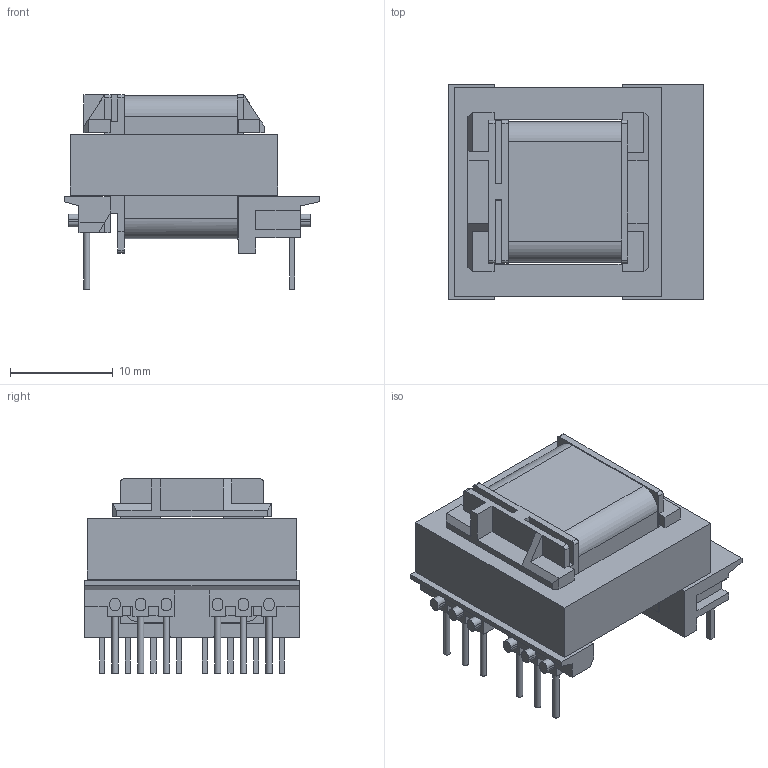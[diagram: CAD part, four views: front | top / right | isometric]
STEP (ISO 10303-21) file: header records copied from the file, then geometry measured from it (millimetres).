
FILE_DESCRIPTION(/* description */ ('Unknown'),/* implementation_level */ '2;1');
FILE_NAME(/* name */ 'T_Wurth_WE-FB-EE20_10_6',/* time_stamp */ '2025-05-05T15:06:03+08:00',/* author */ ('Unknown'),/* organization */ ('Unknown'),/* preprocessor_version */ 'ST-DEVELOPER v19.4',/* originating_system */ 'Solid Edge',/* authorisation */ 'Unknown');
FILE_SCHEMA (('AUTOMOTIVE_DESIGN {1 0 10303 214 3 1 1}'));
Length unit declared in the file: millimetre
Products named in the file (2): T_Wurth_WE-FB-EE20_10_6
Assembly tree (1 placements, depth 2):
  T_Wurth_WE-FB-EE20_10_6
    T_Wurth_WE-FB-EE20_10_6
Bounding box: 24.8 x 20.9 x 18.9 mm (x, y, z)
Volume: 4289.5 mm3; surface area: 4368 mm2
Topology: 2 solids, 2 shells, 359 faces, 944 edges, 616 vertices
Faces by surface type: plane 313, cylinder 46
Full cylindrical faces by diameter (mm): 0.6 x6
Entity records: 13260 total; most frequent: CARTESIAN_POINT 1909, ORIENTED_EDGE 1870, DIRECTION 1751, EDGE_CURVE 935, LINE 841, VECTOR 841, VERTEX_POINT 613, AXIS2_PLACEMENT_3D 455
